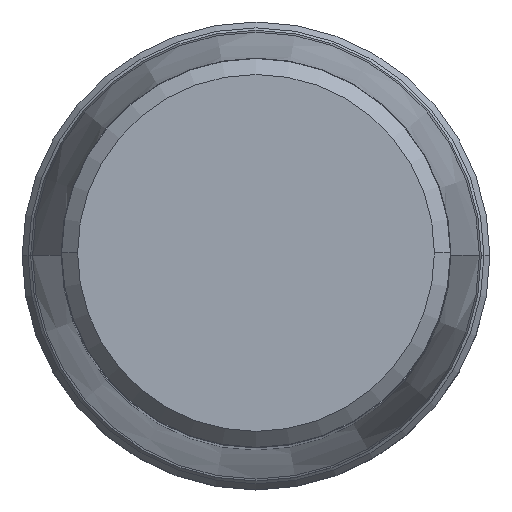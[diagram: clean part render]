
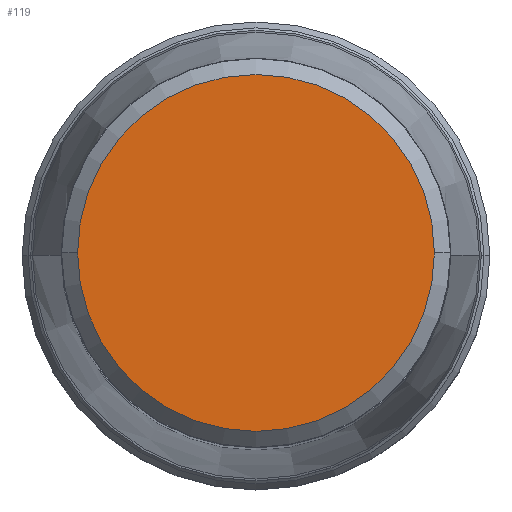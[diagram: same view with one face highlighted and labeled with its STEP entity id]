
A CAD part, top view. The second image highlights one B-rep face of the part: STEP entity #119.
In plain terms, the highlighted planar face has unit normal (0, 0, 1).
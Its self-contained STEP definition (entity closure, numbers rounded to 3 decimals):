
#69=PLANE('',#1141);
#119=ADVANCED_FACE('',(#213),#69,.F.);
#213=FACE_OUTER_BOUND('',#277,.T.);
#277=EDGE_LOOP('',(#471,#472));
#471=ORIENTED_EDGE('',*,*,#696,.F.);
#472=ORIENTED_EDGE('',*,*,#694,.F.);
#589=VERTEX_POINT('',#1766);
#590=VERTEX_POINT('',#1768);
#694=EDGE_CURVE('',#589,#590,#783,.T.);
#696=EDGE_CURVE('',#590,#589,#784,.T.);
#783=CIRCLE('',#1137,14.536);
#784=CIRCLE('',#1139,14.536);
#1137=AXIS2_PLACEMENT_3D('',#1767,#1437,#1438);
#1139=AXIS2_PLACEMENT_3D('',#1771,#1442,#1443);
#1141=AXIS2_PLACEMENT_3D('',#1773,#1446,#1447);
#1437=DIRECTION('',(0.,0.,-1.));
#1438=DIRECTION('',(-1.,0.,0.));
#1442=DIRECTION('',(0.,0.,-1.));
#1443=DIRECTION('',(1.,0.,0.));
#1446=DIRECTION('',(0.,0.,-1.));
#1447=DIRECTION('',(1.,0.,0.));
#1766=CARTESIAN_POINT('',(-14.536,0.,0.));
#1767=CARTESIAN_POINT('',(0.,0.,0.));
#1768=CARTESIAN_POINT('',(14.536,0.,0.));
#1771=CARTESIAN_POINT('',(0.,0.,0.));
#1773=CARTESIAN_POINT('',(0.,0.,0.));
